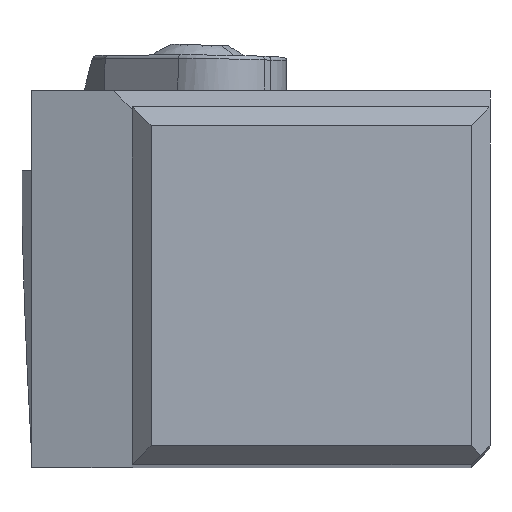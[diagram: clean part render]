
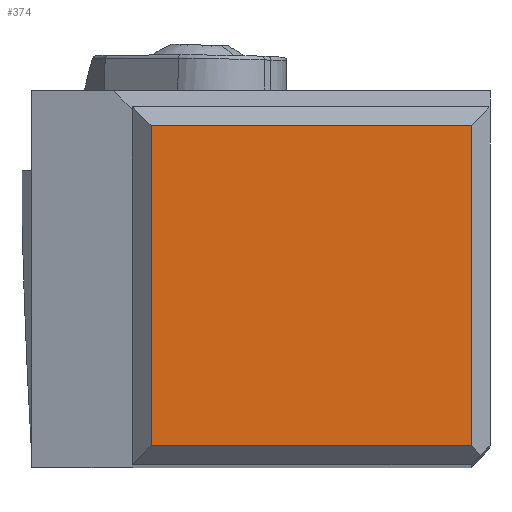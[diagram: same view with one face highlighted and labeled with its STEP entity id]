
A CAD part, top view. The second image highlights one B-rep face of the part: STEP entity #374.
In plain terms, the highlighted planar face has unit normal (0, 0, 1).
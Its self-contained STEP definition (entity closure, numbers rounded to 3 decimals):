
#211=FACE_OUTER_BOUND('',#660,.T.);
#374=ADVANCED_FACE('',(#211),#539,.T.);
#539=PLANE('',#3406);
#660=EDGE_LOOP('',(#1288,#1289,#1290,#1291));
#1288=ORIENTED_EDGE('',*,*,#2424,.F.);
#1289=ORIENTED_EDGE('',*,*,#2432,.T.);
#1290=ORIENTED_EDGE('',*,*,#2430,.T.);
#1291=ORIENTED_EDGE('',*,*,#2426,.T.);
#2071=VERTEX_POINT('',#5130);
#2072=VERTEX_POINT('',#5132);
#2073=VERTEX_POINT('',#5136);
#2075=VERTEX_POINT('',#5144);
#2424=EDGE_CURVE('',#2071,#2072,#2853,.T.);
#2426=EDGE_CURVE('',#2073,#2072,#2855,.T.);
#2430=EDGE_CURVE('',#2075,#2073,#2859,.T.);
#2432=EDGE_CURVE('',#2071,#2075,#2861,.T.);
#2853=LINE('',#5131,#3078);
#2855=LINE('',#5135,#3080);
#2859=LINE('',#5143,#3084);
#2861=LINE('',#5147,#3086);
#3078=VECTOR('',#3972,1.);
#3080=VECTOR('',#3976,1.);
#3084=VECTOR('',#3984,1.);
#3086=VECTOR('',#3988,1.);
#3406=AXIS2_PLACEMENT_3D('',#5149,#3991,#3992);
#3972=DIRECTION('',(1.,0.,0.));
#3976=DIRECTION('',(0.,1.,0.));
#3984=DIRECTION('',(1.,0.,0.));
#3988=DIRECTION('',(0.,-1.,0.));
#3991=DIRECTION('',(0.,0.,1.));
#3992=DIRECTION('',(1.,0.,0.));
#5130=CARTESIAN_POINT('',(-18.05,18.05,0.));
#5131=CARTESIAN_POINT('',(-18.05,18.05,0.));
#5132=CARTESIAN_POINT('',(-1.,18.05,0.));
#5135=CARTESIAN_POINT('',(-1.,1.,0.));
#5136=CARTESIAN_POINT('',(-1.,1.,0.));
#5143=CARTESIAN_POINT('',(-18.05,1.,0.));
#5144=CARTESIAN_POINT('',(-18.05,1.,0.));
#5147=CARTESIAN_POINT('',(-18.05,18.05,0.));
#5149=CARTESIAN_POINT('',(-9.525,9.525,0.));
